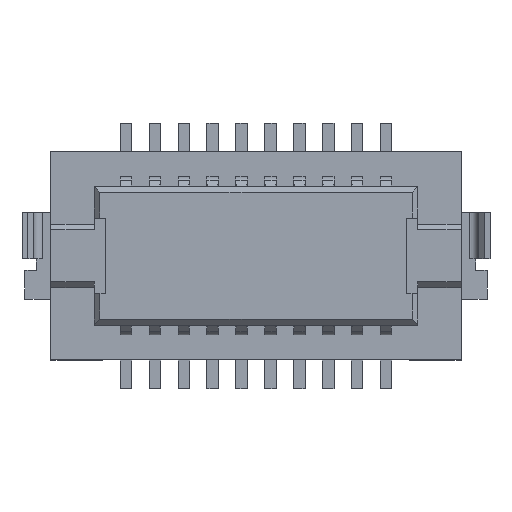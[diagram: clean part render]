
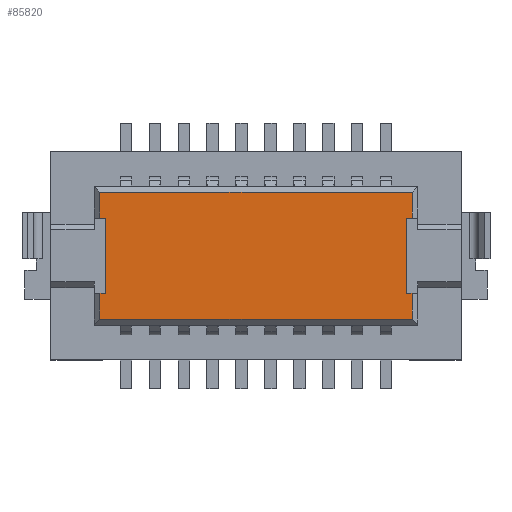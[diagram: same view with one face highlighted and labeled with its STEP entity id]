
A CAD part, top view. The second image highlights one B-rep face of the part: STEP entity #85820.
In plain terms, the highlighted planar face has unit normal (0, 0, 1).
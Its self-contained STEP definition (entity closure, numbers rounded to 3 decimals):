
#84660=CARTESIAN_POINT('',(-4.35,2.6,2.2));
#84670=VERTEX_POINT('',#84660);
#84750=CARTESIAN_POINT('',(1.05,2.6,2.2));
#84760=VERTEX_POINT('',#84750);
#84790=CARTESIAN_POINT('',(1.05,2.6,2.2));
#84800=DIRECTION('',(-1.,0.,0.));
#84810=VECTOR('',#84800,1.);
#84820=LINE('',#84790,#84810);
#84830=EDGE_CURVE('',#84760,#84670,#84820,.T.);
#84880=CARTESIAN_POINT('',(-2.948,0.345,2.2));
#84890=DIRECTION('',(-0.,-0.,1.));
#84900=DIRECTION('',(1.,0.,-0.));
#84910=AXIS2_PLACEMENT_3D('',#84880,#84890,#84900);
#84920=PLANE('',#84910);
#84930=CARTESIAN_POINT('',(-4.35,0.85,2.2));
#84940=DIRECTION('',(0.,-1.,0.));
#84950=VECTOR('',#84940,1.);
#84960=LINE('',#84930,#84950);
#84970=CARTESIAN_POINT('',(-4.35,0.85,2.2));
#84980=VERTEX_POINT('',#84970);
#84990=CARTESIAN_POINT('',(-4.35,0.4,2.2));
#85000=VERTEX_POINT('',#84990);
#85010=EDGE_CURVE('',#84980,#85000,#84960,.T.);
#85020=ORIENTED_EDGE('',*,*,#85010,.T.);
#85030=CARTESIAN_POINT('',(-4.25,0.85,2.2));
#85040=DIRECTION('',(-1.,0.,0.));
#85050=VECTOR('',#85040,1.);
#85060=LINE('',#85030,#85050);
#85070=CARTESIAN_POINT('',(-4.25,0.85,2.2));
#85080=VERTEX_POINT('',#85070);
#85090=EDGE_CURVE('',#85080,#84980,#85060,.T.);
#85100=ORIENTED_EDGE('',*,*,#85090,.T.);
#85110=CARTESIAN_POINT('',(-4.25,2.15,2.2));
#85120=DIRECTION('',(0.,-1.,0.));
#85130=VECTOR('',#85120,1.);
#85140=LINE('',#85110,#85130);
#85150=CARTESIAN_POINT('',(-4.25,2.15,2.2));
#85160=VERTEX_POINT('',#85150);
#85170=EDGE_CURVE('',#85160,#85080,#85140,.T.);
#85180=ORIENTED_EDGE('',*,*,#85170,.T.);
#85190=CARTESIAN_POINT('',(-4.35,2.15,2.2));
#85200=DIRECTION('',(1.,0.,0.));
#85210=VECTOR('',#85200,1.);
#85220=LINE('',#85190,#85210);
#85230=CARTESIAN_POINT('',(-4.35,2.15,2.2));
#85240=VERTEX_POINT('',#85230);
#85250=EDGE_CURVE('',#85240,#85160,#85220,.T.);
#85260=ORIENTED_EDGE('',*,*,#85250,.T.);
#85270=CARTESIAN_POINT('',(-4.35,2.6,2.2));
#85280=DIRECTION('',(0.,-1.,0.));
#85290=VECTOR('',#85280,1.);
#85300=LINE('',#85270,#85290);
#85310=EDGE_CURVE('',#84670,#85240,#85300,.T.);
#85320=ORIENTED_EDGE('',*,*,#85310,.T.);
#85330=ORIENTED_EDGE('',*,*,#84830,.T.);
#85340=CARTESIAN_POINT('',(1.05,2.6,2.2));
#85350=DIRECTION('',(0.,-1.,0.));
#85360=VECTOR('',#85350,1.);
#85370=LINE('',#85340,#85360);
#85380=CARTESIAN_POINT('',(1.05,2.15,2.2));
#85390=VERTEX_POINT('',#85380);
#85400=EDGE_CURVE('',#84760,#85390,#85370,.T.);
#85410=ORIENTED_EDGE('',*,*,#85400,.F.);
#85420=CARTESIAN_POINT('',(1.05,2.15,2.2));
#85430=DIRECTION('',(-1.,0.,0.));
#85440=VECTOR('',#85430,1.);
#85450=LINE('',#85420,#85440);
#85460=CARTESIAN_POINT('',(0.95,2.15,2.2));
#85470=VERTEX_POINT('',#85460);
#85480=EDGE_CURVE('',#85390,#85470,#85450,.T.);
#85490=ORIENTED_EDGE('',*,*,#85480,.F.);
#85500=CARTESIAN_POINT('',(0.95,2.15,2.2));
#85510=DIRECTION('',(0.,-1.,0.));
#85520=VECTOR('',#85510,1.);
#85530=LINE('',#85500,#85520);
#85540=CARTESIAN_POINT('',(0.95,0.85,2.2));
#85550=VERTEX_POINT('',#85540);
#85560=EDGE_CURVE('',#85470,#85550,#85530,.T.);
#85570=ORIENTED_EDGE('',*,*,#85560,.F.);
#85580=CARTESIAN_POINT('',(0.95,0.85,2.2));
#85590=DIRECTION('',(1.,0.,0.));
#85600=VECTOR('',#85590,1.);
#85610=LINE('',#85580,#85600);
#85620=CARTESIAN_POINT('',(1.05,0.85,2.2));
#85630=VERTEX_POINT('',#85620);
#85640=EDGE_CURVE('',#85550,#85630,#85610,.T.);
#85650=ORIENTED_EDGE('',*,*,#85640,.F.);
#85660=CARTESIAN_POINT('',(1.05,0.85,2.2));
#85670=DIRECTION('',(0.,-1.,0.));
#85680=VECTOR('',#85670,1.);
#85690=LINE('',#85660,#85680);
#85700=CARTESIAN_POINT('',(1.05,0.4,2.2));
#85710=VERTEX_POINT('',#85700);
#85720=EDGE_CURVE('',#85630,#85710,#85690,.T.);
#85730=ORIENTED_EDGE('',*,*,#85720,.F.);
#85740=CARTESIAN_POINT('',(1.05,0.4,2.2));
#85750=DIRECTION('',(-1.,0.,0.));
#85760=VECTOR('',#85750,1.);
#85770=LINE('',#85740,#85760);
#85780=EDGE_CURVE('',#85710,#85000,#85770,.T.);
#85790=ORIENTED_EDGE('',*,*,#85780,.F.);
#85800=EDGE_LOOP('',(#85790,#85730,#85650,#85570,#85490,#85410,#85330,
#85320,#85260,#85180,#85100,#85020));
#85810=FACE_OUTER_BOUND('',#85800,.T.);
#85820=ADVANCED_FACE('',(#85810),#84920,.T.);
